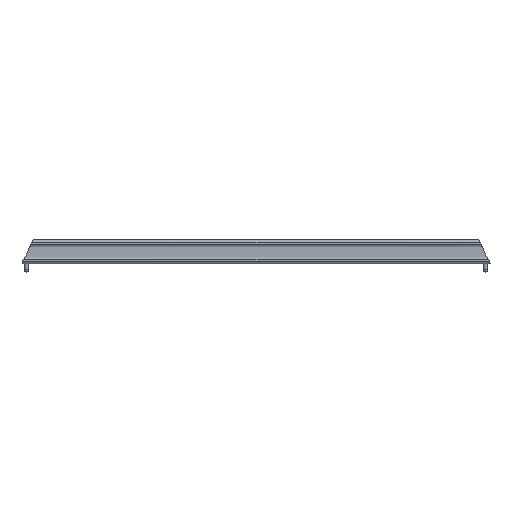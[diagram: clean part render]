
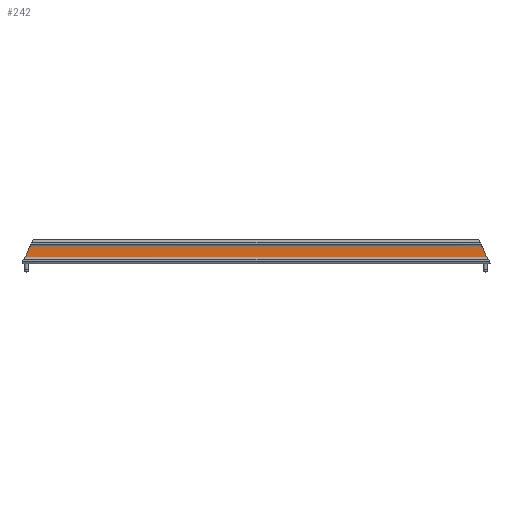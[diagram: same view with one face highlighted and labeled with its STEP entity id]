
A CAD part, top view. The second image highlights one B-rep face of the part: STEP entity #242.
In plain terms, the highlighted planar face has unit normal (0, 0, 1).
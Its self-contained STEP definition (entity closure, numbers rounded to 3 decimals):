
#242=ADVANCED_FACE('',(#445),#446,.T.);
#445=FACE_OUTER_BOUND('',#636,.T.);
#446=PLANE('',#637);
#636=EDGE_LOOP('',(#1063,#1064,#1065,#1066));
#637=AXIS2_PLACEMENT_3D('',#1067,#1068,#1069);
#1063=ORIENTED_EDGE('',*,*,#1278,.T.);
#1064=ORIENTED_EDGE('',*,*,#1352,.F.);
#1065=ORIENTED_EDGE('',*,*,#1340,.T.);
#1066=ORIENTED_EDGE('',*,*,#1334,.T.);
#1067=CARTESIAN_POINT('',(790.0,34.,2.0));
#1068=DIRECTION('',(0.0,0.0,1.0));
#1069=DIRECTION('',(0.0,1.0,-0.0));
#1278=EDGE_CURVE('',#1519,#1517,#1520,.T.);
#1334=EDGE_CURVE('',#1603,#1519,#1604,.T.);
#1340=EDGE_CURVE('',#1613,#1603,#1614,.T.);
#1352=EDGE_CURVE('',#1613,#1517,#1635,.T.);
#1517=VERTEX_POINT('',#1827);
#1519=VERTEX_POINT('',#1829);
#1520=LINE('',#1830,#1831);
#1603=VERTEX_POINT('',#1944);
#1604=LINE('',#1945,#1946);
#1613=VERTEX_POINT('',#1956);
#1614=LINE('',#1957,#1958);
#1635=LINE('',#1985,#1986);
#1827=CARTESIAN_POINT('',(1.865,18.,2.0));
#1829=CARTESIAN_POINT('',(16.787,50.0,2.0));
#1830=CARTESIAN_POINT('',(79.662,184.837,2.0));
#1831=VECTOR('',#2166,1.0);
#1944=CARTESIAN_POINT('',(773.213,50.0,2.0));
#1945=CARTESIAN_POINT('',(790.0,50.0,2.0));
#1946=VECTOR('',#2230,1.0);
#1956=CARTESIAN_POINT('',(788.135,18.,2.0));
#1957=CARTESIAN_POINT('',(780.887,33.543,2.0));
#1958=VECTOR('',#2241,1.0);
#1985=CARTESIAN_POINT('',(790.0,18.,2.0));
#1986=VECTOR('',#2260,1.0);
#2166=DIRECTION('',(-0.423,-0.906,0.0));
#2230=DIRECTION('',(-1.0,0.0,0.0));
#2241=DIRECTION('',(-0.423,0.906,0.0));
#2260=DIRECTION('',(-1.0,0.0,0.0));
